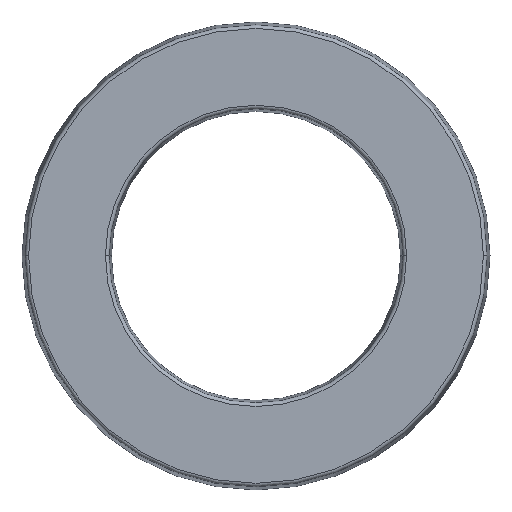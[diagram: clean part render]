
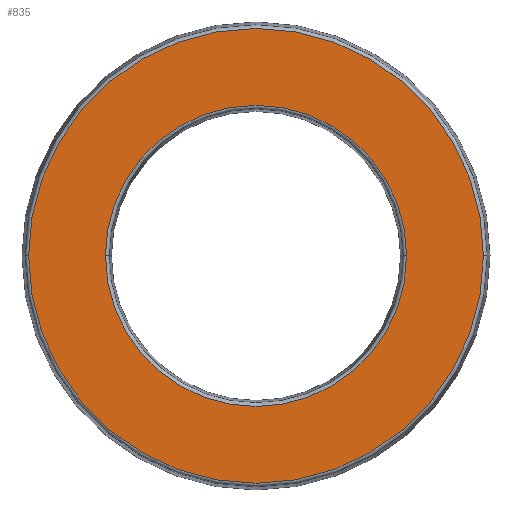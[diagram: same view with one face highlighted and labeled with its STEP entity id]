
A CAD part, top view. The second image highlights one B-rep face of the part: STEP entity #835.
In plain terms, the highlighted planar face has unit normal (0, 0, 1).
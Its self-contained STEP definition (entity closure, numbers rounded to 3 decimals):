
#4 = DIRECTION ( 'NONE',  ( -1., 0., 0. ) ) ;
#36 = CARTESIAN_POINT ( 'NONE',  ( -21.644, 0., 0. ) ) ;
#52 = DIRECTION ( 'NONE',  ( 0., 0., 1. ) ) ;
#64 = AXIS2_PLACEMENT_3D ( 'NONE', #185, #702, #262 ) ;
#80 = AXIS2_PLACEMENT_3D ( 'NONE', #673, #231, #752 ) ;
#83 = EDGE_LOOP ( 'NONE', ( #467, #154 ) ) ;
#154 = ORIENTED_EDGE ( 'NONE', *, *, #762, .T. ) ;
#169 = VERTEX_POINT ( 'NONE', #197 ) ;
#171 = FACE_OUTER_BOUND ( 'NONE', #475, .T. ) ;
#185 = CARTESIAN_POINT ( 'NONE',  ( 0., 0., 0. ) ) ;
#193 = DIRECTION ( 'NONE',  ( -1., 0., 0. ) ) ;
#197 = CARTESIAN_POINT ( 'NONE',  ( 21.644, 0., 0. ) ) ;
#198 = EDGE_CURVE ( 'NONE', #495, #169, #674, .T. ) ;
#231 = DIRECTION ( 'NONE',  ( 0., 0., 1. ) ) ;
#262 = DIRECTION ( 'NONE',  ( -1., 0., 0. ) ) ;
#282 = ORIENTED_EDGE ( 'NONE', *, *, #564, .T. ) ;
#318 = CARTESIAN_POINT ( 'NONE',  ( 32.695, 0., 0. ) ) ;
#452 = DIRECTION ( 'NONE',  ( 0., 0., -1. ) ) ;
#461 = VERTEX_POINT ( 'NONE', #862 ) ;
#467 = ORIENTED_EDGE ( 'NONE', *, *, #198, .T. ) ;
#475 = EDGE_LOOP ( 'NONE', ( #618, #282 ) ) ;
#477 = AXIS2_PLACEMENT_3D ( 'NONE', #905, #452, #4 ) ;
#495 = VERTEX_POINT ( 'NONE', #36 ) ;
#499 = CARTESIAN_POINT ( 'NONE',  ( 0., 0., 0. ) ) ;
#520 = CIRCLE ( 'NONE', #80, 32.695 ) ;
#561 = PLANE ( 'NONE',  #614 ) ;
#563 = FACE_BOUND ( 'NONE', #83, .T. ) ;
#564 = EDGE_CURVE ( 'NONE', #655, #461, #520, .T. ) ;
#574 = DIRECTION ( 'NONE',  ( -1., 0., 0. ) ) ;
#614 = AXIS2_PLACEMENT_3D ( 'NONE', #791, #945, #193 ) ;
#618 = ORIENTED_EDGE ( 'NONE', *, *, #919, .T. ) ;
#655 = VERTEX_POINT ( 'NONE', #318 ) ;
#673 = CARTESIAN_POINT ( 'NONE',  ( 0., 0., 0. ) ) ;
#674 = CIRCLE ( 'NONE', #477, 21.644 ) ;
#702 = DIRECTION ( 'NONE',  ( 0., 0., -1. ) ) ;
#720 = CIRCLE ( 'NONE', #920, 32.695 ) ;
#752 = DIRECTION ( 'NONE',  ( -1., 0., 0. ) ) ;
#762 = EDGE_CURVE ( 'NONE', #169, #495, #955, .T. ) ;
#791 = CARTESIAN_POINT ( 'NONE',  ( -21.169, 0., 0. ) ) ;
#835 = ADVANCED_FACE ( 'NONE', ( #563, #171 ), #561, .F. ) ;
#862 = CARTESIAN_POINT ( 'NONE',  ( -32.695, 0., 0. ) ) ;
#905 = CARTESIAN_POINT ( 'NONE',  ( 0., 0., 0. ) ) ;
#919 = EDGE_CURVE ( 'NONE', #461, #655, #720, .T. ) ;
#920 = AXIS2_PLACEMENT_3D ( 'NONE', #499, #52, #574 ) ;
#945 = DIRECTION ( 'NONE',  ( 0., 0., -1. ) ) ;
#955 = CIRCLE ( 'NONE', #64, 21.644 ) ;
